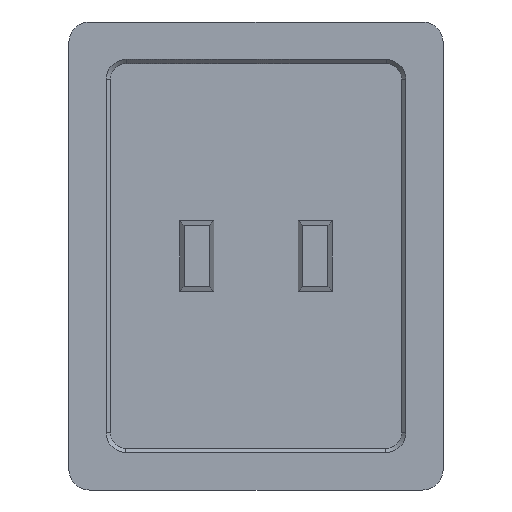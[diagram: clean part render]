
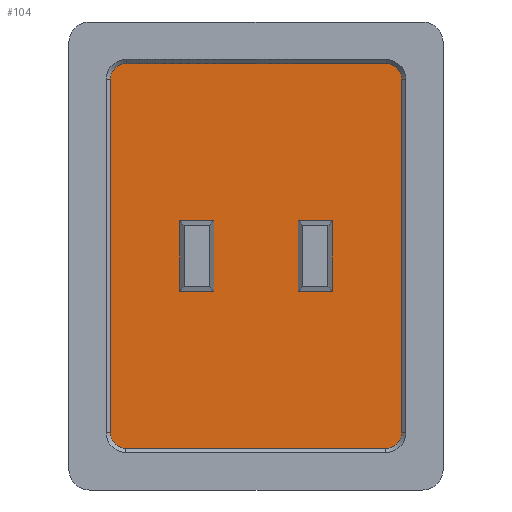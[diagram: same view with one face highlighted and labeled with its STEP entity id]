
A CAD part, front view. The second image highlights one B-rep face of the part: STEP entity #104.
In plain terms, the highlighted planar face has unit normal (0, -1, 0).
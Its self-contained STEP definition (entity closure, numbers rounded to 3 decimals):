
#67 = ORIENTED_EDGE ( 'NONE', *, *, #2304, .T. ) ;
#98 = EDGE_CURVE ( 'NONE', #2425, #564, #1875, .T. ) ;
#104 = ADVANCED_FACE ( 'NONE', ( #917, #1915, #1070 ), #381, .F. ) ;
#148 = DIRECTION ( 'NONE',  ( 0., -1., 0. ) ) ;
#188 = EDGE_LOOP ( 'NONE', ( #1394, #1513, #1320, #2029 ) ) ;
#199 = CARTESIAN_POINT ( 'NONE',  ( 3.675, 1.5, -1.7 ) ) ;
#216 = CIRCLE ( 'NONE', #1258, 0.75 ) ;
#217 = CARTESIAN_POINT ( 'NONE',  ( 7., 1.5, -8.5 ) ) ;
#219 = ORIENTED_EDGE ( 'NONE', *, *, #700, .T. ) ;
#231 = DIRECTION ( 'NONE',  ( 0., -1., 0. ) ) ;
#235 = DIRECTION ( 'NONE',  ( -1., 0., 0. ) ) ;
#249 = DIRECTION ( 'NONE',  ( 0., 0., -1. ) ) ;
#255 = EDGE_CURVE ( 'NONE', #1221, #1634, #1551, .T. ) ;
#268 = EDGE_CURVE ( 'NONE', #2875, #671, #1435, .T. ) ;
#273 = LINE ( 'NONE', #423, #2546 ) ;
#276 = LINE ( 'NONE', #294, #1316 ) ;
#294 = CARTESIAN_POINT ( 'NONE',  ( 3.675, 1.5, -1.7 ) ) ;
#347 = VECTOR ( 'NONE', #2791, 1000. ) ;
#352 = VECTOR ( 'NONE', #2695, 1000. ) ;
#372 = DIRECTION ( 'NONE',  ( 0., 0., 1. ) ) ;
#381 = PLANE ( 'NONE',  #2353 ) ;
#423 = CARTESIAN_POINT ( 'NONE',  ( -2.025, 1.5, -1.7 ) ) ;
#454 = VECTOR ( 'NONE', #1270, 1000. ) ;
#457 = LINE ( 'NONE', #1171, #2697 ) ;
#477 = EDGE_CURVE ( 'NONE', #2162, #2875, #457, .T. ) ;
#496 = VECTOR ( 'NONE', #883, 1000. ) ;
#564 = VERTEX_POINT ( 'NONE', #1877 ) ;
#606 = ORIENTED_EDGE ( 'NONE', *, *, #255, .F. ) ;
#629 = CARTESIAN_POINT ( 'NONE',  ( -7., 1.5, -8.5 ) ) ;
#641 = VERTEX_POINT ( 'NONE', #1414 ) ;
#648 = CARTESIAN_POINT ( 'NONE',  ( 3.675, 1.5, 1.7 ) ) ;
#671 = VERTEX_POINT ( 'NONE', #1887 ) ;
#700 = EDGE_CURVE ( 'NONE', #2590, #641, #913, .T. ) ;
#712 = VECTOR ( 'NONE', #2033, 1000. ) ;
#857 = EDGE_CURVE ( 'NONE', #2561, #1221, #276, .T. ) ;
#883 = DIRECTION ( 'NONE',  ( 0., 0., 1. ) ) ;
#906 = CARTESIAN_POINT ( 'NONE',  ( -2.025, 1.5, 1.7 ) ) ;
#908 = CARTESIAN_POINT ( 'NONE',  ( 7., 1.5, 8.5 ) ) ;
#911 = DIRECTION ( 'NONE',  ( 0., 0., 1. ) ) ;
#913 = CIRCLE ( 'NONE', #2610, 0.75 ) ;
#915 = EDGE_CURVE ( 'NONE', #1634, #1478, #2376, .T. ) ;
#917 = FACE_BOUND ( 'NONE', #188, .T. ) ;
#980 = CARTESIAN_POINT ( 'NONE',  ( -3.675, 1.5, -1.7 ) ) ;
#991 = CARTESIAN_POINT ( 'NONE',  ( 6.25, 1.5, 8.5 ) ) ;
#1023 = CARTESIAN_POINT ( 'NONE',  ( 7., 1.5, -8.5 ) ) ;
#1024 = VECTOR ( 'NONE', #1227, 1000. ) ;
#1031 = CARTESIAN_POINT ( 'NONE',  ( 8., 1.5, 10.25 ) ) ;
#1058 = CARTESIAN_POINT ( 'NONE',  ( 6.25, 1.5, 9.25 ) ) ;
#1070 = FACE_BOUND ( 'NONE', #2639, .T. ) ;
#1073 = ORIENTED_EDGE ( 'NONE', *, *, #2455, .T. ) ;
#1171 = CARTESIAN_POINT ( 'NONE',  ( -3.675, 1.5, -1.7 ) ) ;
#1172 = CARTESIAN_POINT ( 'NONE',  ( 6.25, 1.5, -8.5 ) ) ;
#1209 = ORIENTED_EDGE ( 'NONE', *, *, #2480, .T. ) ;
#1221 = VERTEX_POINT ( 'NONE', #1561 ) ;
#1227 = DIRECTION ( 'NONE',  ( -1., 0., 0. ) ) ;
#1258 = AXIS2_PLACEMENT_3D ( 'NONE', #1172, #2812, #911 ) ;
#1270 = DIRECTION ( 'NONE',  ( 0., 0., -1. ) ) ;
#1271 = EDGE_CURVE ( 'NONE', #1295, #2162, #1873, .T. ) ;
#1273 = CARTESIAN_POINT ( 'NONE',  ( -6.25, 1.5, -8.5 ) ) ;
#1279 = VECTOR ( 'NONE', #235, 1000. ) ;
#1295 = VERTEX_POINT ( 'NONE', #906 ) ;
#1311 = CARTESIAN_POINT ( 'NONE',  ( 3.675, 1.5, 1.7 ) ) ;
#1316 = VECTOR ( 'NONE', #2559, 1000. ) ;
#1320 = ORIENTED_EDGE ( 'NONE', *, *, #1499, .F. ) ;
#1339 = DIRECTION ( 'NONE',  ( 0., 0., 1. ) ) ;
#1394 = ORIENTED_EDGE ( 'NONE', *, *, #477, .F. ) ;
#1414 = CARTESIAN_POINT ( 'NONE',  ( 6.25, 1.5, 9.25 ) ) ;
#1435 = LINE ( 'NONE', #1797, #352 ) ;
#1447 = CARTESIAN_POINT ( 'NONE',  ( -6.25, 1.5, -9.25 ) ) ;
#1448 = VERTEX_POINT ( 'NONE', #1746 ) ;
#1477 = CARTESIAN_POINT ( 'NONE',  ( 2.025, 1.5, -1.7 ) ) ;
#1478 = VERTEX_POINT ( 'NONE', #2218 ) ;
#1499 = EDGE_CURVE ( 'NONE', #671, #1295, #273, .T. ) ;
#1513 = ORIENTED_EDGE ( 'NONE', *, *, #1271, .F. ) ;
#1542 = LINE ( 'NONE', #1701, #2687 ) ;
#1551 = LINE ( 'NONE', #199, #496 ) ;
#1561 = CARTESIAN_POINT ( 'NONE',  ( 3.675, 1.5, -1.7 ) ) ;
#1578 = AXIS2_PLACEMENT_3D ( 'NONE', #1273, #148, #372 ) ;
#1583 = CARTESIAN_POINT ( 'NONE',  ( -6.25, 1.5, 8.5 ) ) ;
#1634 = VERTEX_POINT ( 'NONE', #1311 ) ;
#1661 = VERTEX_POINT ( 'NONE', #2345 ) ;
#1676 = EDGE_CURVE ( 'NONE', #564, #1661, #1834, .T. ) ;
#1701 = CARTESIAN_POINT ( 'NONE',  ( -7., 1.5, 8.5 ) ) ;
#1735 = EDGE_CURVE ( 'NONE', #1478, #2561, #2080, .T. ) ;
#1746 = CARTESIAN_POINT ( 'NONE',  ( -7., 1.5, 8.5 ) ) ;
#1797 = CARTESIAN_POINT ( 'NONE',  ( -2.025, 1.5, -1.7 ) ) ;
#1817 = AXIS2_PLACEMENT_3D ( 'NONE', #1583, #231, #1820 ) ;
#1820 = DIRECTION ( 'NONE',  ( 0., 0., 1. ) ) ;
#1834 = LINE ( 'NONE', #1447, #2761 ) ;
#1873 = LINE ( 'NONE', #2034, #1279 ) ;
#1875 = CIRCLE ( 'NONE', #1578, 0.75 ) ;
#1877 = CARTESIAN_POINT ( 'NONE',  ( -6.25, 1.5, -9.25 ) ) ;
#1887 = CARTESIAN_POINT ( 'NONE',  ( -2.025, 1.5, -1.7 ) ) ;
#1893 = VERTEX_POINT ( 'NONE', #2401 ) ;
#1915 = FACE_OUTER_BOUND ( 'NONE', #2881, .T. ) ;
#1922 = ORIENTED_EDGE ( 'NONE', *, *, #2149, .T. ) ;
#1987 = CIRCLE ( 'NONE', #1817, 0.75 ) ;
#2029 = ORIENTED_EDGE ( 'NONE', *, *, #268, .F. ) ;
#2033 = DIRECTION ( 'NONE',  ( -1., 0., 0. ) ) ;
#2034 = CARTESIAN_POINT ( 'NONE',  ( -2.025, 1.5, 1.7 ) ) ;
#2041 = LINE ( 'NONE', #1058, #712 ) ;
#2080 = LINE ( 'NONE', #1477, #454 ) ;
#2149 = EDGE_CURVE ( 'NONE', #1448, #2425, #1542, .T. ) ;
#2151 = DIRECTION ( 'NONE',  ( 0., 0., 1. ) ) ;
#2162 = VERTEX_POINT ( 'NONE', #2450 ) ;
#2181 = DIRECTION ( 'NONE',  ( 0., 0., 1. ) ) ;
#2195 = ORIENTED_EDGE ( 'NONE', *, *, #98, .T. ) ;
#2211 = LINE ( 'NONE', #217, #347 ) ;
#2218 = CARTESIAN_POINT ( 'NONE',  ( 2.025, 1.5, 1.7 ) ) ;
#2224 = EDGE_CURVE ( 'NONE', #1893, #1448, #1987, .T. ) ;
#2256 = CARTESIAN_POINT ( 'NONE',  ( 2.025, 1.5, -1.7 ) ) ;
#2304 = EDGE_CURVE ( 'NONE', #2417, #2590, #2211, .T. ) ;
#2319 = ORIENTED_EDGE ( 'NONE', *, *, #1676, .T. ) ;
#2342 = ORIENTED_EDGE ( 'NONE', *, *, #857, .F. ) ;
#2345 = CARTESIAN_POINT ( 'NONE',  ( 6.25, 1.5, -9.25 ) ) ;
#2353 = AXIS2_PLACEMENT_3D ( 'NONE', #1031, #2389, #2181 ) ;
#2376 = LINE ( 'NONE', #648, #1024 ) ;
#2389 = DIRECTION ( 'NONE',  ( 0., 1., 0. ) ) ;
#2401 = CARTESIAN_POINT ( 'NONE',  ( -6.25, 1.5, 9.25 ) ) ;
#2417 = VERTEX_POINT ( 'NONE', #1023 ) ;
#2425 = VERTEX_POINT ( 'NONE', #629 ) ;
#2445 = ORIENTED_EDGE ( 'NONE', *, *, #1735, .F. ) ;
#2450 = CARTESIAN_POINT ( 'NONE',  ( -3.675, 1.5, 1.7 ) ) ;
#2455 = EDGE_CURVE ( 'NONE', #641, #1893, #2041, .T. ) ;
#2457 = ORIENTED_EDGE ( 'NONE', *, *, #2224, .T. ) ;
#2480 = EDGE_CURVE ( 'NONE', #1661, #2417, #216, .T. ) ;
#2496 = ORIENTED_EDGE ( 'NONE', *, *, #915, .F. ) ;
#2546 = VECTOR ( 'NONE', #1339, 1000. ) ;
#2559 = DIRECTION ( 'NONE',  ( 1., 0., 0. ) ) ;
#2561 = VERTEX_POINT ( 'NONE', #2256 ) ;
#2581 = DIRECTION ( 'NONE',  ( 0., -1., 0. ) ) ;
#2590 = VERTEX_POINT ( 'NONE', #908 ) ;
#2610 = AXIS2_PLACEMENT_3D ( 'NONE', #991, #2581, #2151 ) ;
#2639 = EDGE_LOOP ( 'NONE', ( #2445, #2496, #606, #2342 ) ) ;
#2649 = DIRECTION ( 'NONE',  ( 0., 0., -1. ) ) ;
#2687 = VECTOR ( 'NONE', #2649, 1000. ) ;
#2695 = DIRECTION ( 'NONE',  ( 1., 0., 0. ) ) ;
#2697 = VECTOR ( 'NONE', #249, 1000. ) ;
#2761 = VECTOR ( 'NONE', #2832, 1000. ) ;
#2791 = DIRECTION ( 'NONE',  ( 0., 0., 1. ) ) ;
#2812 = DIRECTION ( 'NONE',  ( 0., -1., 0. ) ) ;
#2832 = DIRECTION ( 'NONE',  ( 1., 0., 0. ) ) ;
#2875 = VERTEX_POINT ( 'NONE', #980 ) ;
#2881 = EDGE_LOOP ( 'NONE', ( #2195, #2319, #1209, #67, #219, #1073, #2457, #1922 ) ) ;
